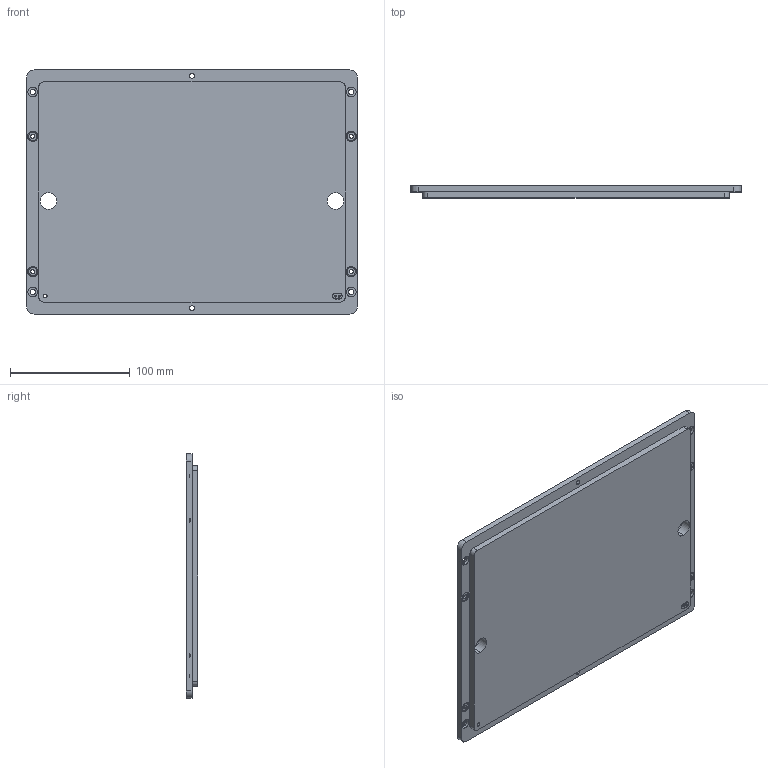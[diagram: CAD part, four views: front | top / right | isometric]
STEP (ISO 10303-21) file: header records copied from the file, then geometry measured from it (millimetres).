
FILE_DESCRIPTION (( 'STEP AP214' ), '1' );
FILE_NAME ('INGUN_112521.STEP', '2022-06-30T13:42:44', ( '' ), ( '' ), 'SwSTEP 2.0', 'SolidWorks 2018', '' );
FILE_SCHEMA (( 'AUTOMOTIVE_DESIGN' ));
Length unit declared in the file: millimetre
Products named in the file (3): INGUN_112521; Gewindebuchse~n_M04-04,5 offen; 112521~0_S
Assembly tree (5 placements, depth 2):
  INGUN_112521
    112521~0_S
    Gewindebuchse~n_M04-04,5 offen  x4
Bounding box: 275.8 x 10 x 203.8 mm (x, y, z)
Volume: 506692 mm3; surface area: 124799.3 mm2
Topology: 5 solids, 5 shells, 679 faces, 1554 edges, 1028 vertices
Faces by surface type: plane 541, cylinder 114, torus 16, cone 8
Entity records: 8836 total; most frequent: DIRECTION 1447, CARTESIAN_POINT 1307, ORIENTED_EDGE 1242, EDGE_CURVE 621, AXIS2_PLACEMENT_3D 550, VERTEX_POINT 410, EDGE_LOOP 353, LINE 347
